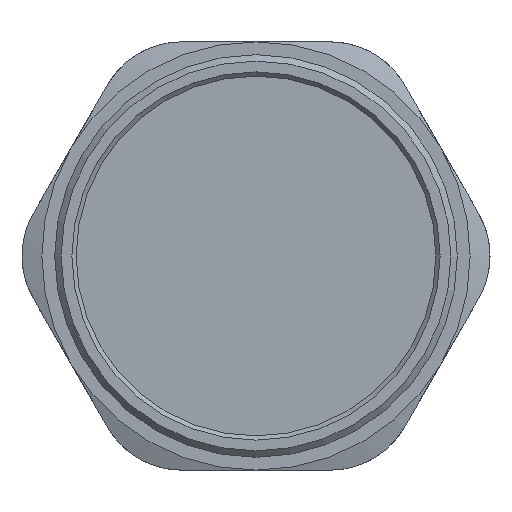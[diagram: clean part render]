
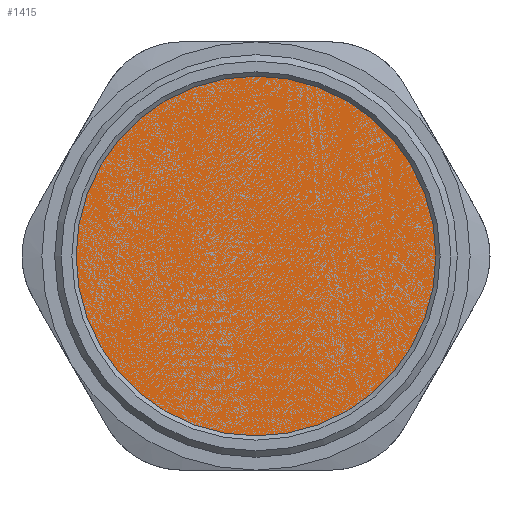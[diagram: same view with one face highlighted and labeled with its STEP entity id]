
A CAD part, front view. The second image highlights one B-rep face of the part: STEP entity #1415.
In plain terms, the highlighted planar face has unit normal (0, 1, 0).
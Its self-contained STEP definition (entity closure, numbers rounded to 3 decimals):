
#465=FACE_OUTER_BOUND('',#555,.T.);
#555=EDGE_LOOP('',(#1303));
#611=CIRCLE('',#1573,23.5);
#732=VERTEX_POINT('',#2707);
#923=EDGE_CURVE('',#732,#732,#611,.T.);
#1303=ORIENTED_EDGE('',*,*,#923,.T.);
#1333=PLANE('',#1572);
#1415=ADVANCED_FACE('',(#465),#1333,.T.);
#1572=AXIS2_PLACEMENT_3D('',#2706,#1916,#1917);
#1573=AXIS2_PLACEMENT_3D('',#2708,#1918,#1919);
#1916=DIRECTION('center_axis',(0.,1.,0.));
#1917=DIRECTION('ref_axis',(0.,0.,1.));
#1918=DIRECTION('center_axis',(0.,1.,0.));
#1919=DIRECTION('ref_axis',(-1.,0.,0.));
#2706=CARTESIAN_POINT('Origin',(2.182,-6.991,0.));
#2707=CARTESIAN_POINT('',(-21.318,-6.991,0.));
#2708=CARTESIAN_POINT('Origin',(2.182,-6.991,0.));
